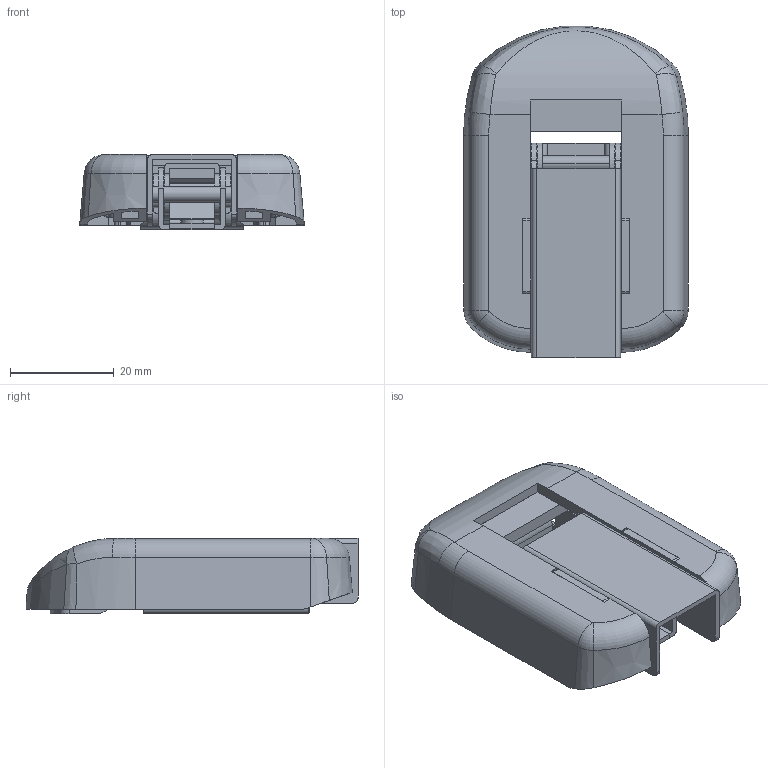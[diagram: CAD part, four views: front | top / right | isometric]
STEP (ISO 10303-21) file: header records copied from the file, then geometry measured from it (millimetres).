
FILE_DESCRIPTION (( 'STEP AP214' ), '1' );
FILE_NAME ('TL_396.STEP', '2015-02-23T00:07:22', ( '' ), ( '' ), 'SwSTEP 2.0', 'SolidWorks 2015', '' );
FILE_SCHEMA (( 'AUTOMOTIVE_DESIGN' ));
Length unit declared in the file: millimetre
Products named in the file (7): base; TL_396; cover; shaft; lever; keeper; arm
Assembly tree (6 placements, depth 2):
  TL_396
    base
    arm
    keeper
    lever
    shaft
    cover
Bounding box: 43.4 x 64.1 x 14.5 mm (x, y, z)
Volume: 12534.6 mm3; surface area: 21007.3 mm2
Topology: 8 solids, 8 shells, 564 faces, 1553 edges, 1008 vertices
Faces by surface type: plane 291, cylinder 185, cone 26, torus 22, sphere 20, bspline 20
Entity records: 26583 total; most frequent: CARTESIAN_POINT 11736, ORIENTED_EDGE 3074, DIRECTION 3041, EDGE_CURVE 1537, AXIS2_PLACEMENT_3D 1029, VERTEX_POINT 1008, VECTOR 983, LINE 983
